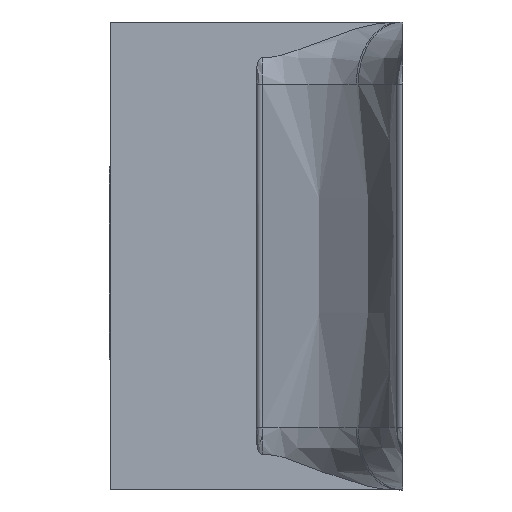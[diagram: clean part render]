
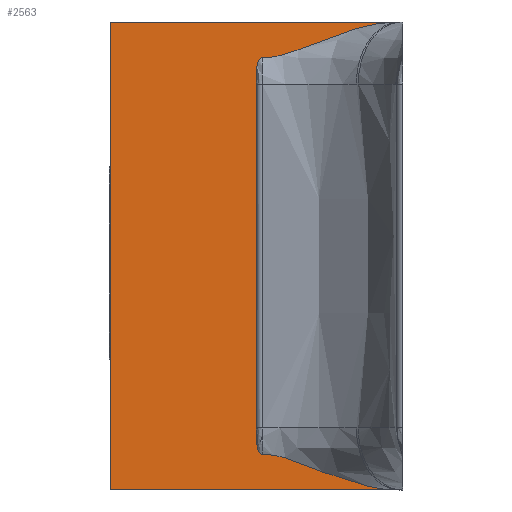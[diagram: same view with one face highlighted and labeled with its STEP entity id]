
A CAD part, left-side view. The second image highlights one B-rep face of the part: STEP entity #2563.
In plain terms, the highlighted planar face has unit normal (-1, 0, 0).
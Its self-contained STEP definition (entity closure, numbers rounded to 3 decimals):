
#407=FACE_OUTER_BOUND('',#565,.T.);
#565=EDGE_LOOP('',(#1735,#1736,#1737,#1738));
#735=LINE('',#3079,#895);
#736=LINE('',#3081,#896);
#737=LINE('',#3083,#897);
#738=LINE('',#3084,#898);
#895=VECTOR('',#2815,10.);
#896=VECTOR('',#2816,10.);
#897=VECTOR('',#2817,10.);
#898=VECTOR('',#2818,10.);
#1051=VERTEX_POINT('',#3077);
#1052=VERTEX_POINT('',#3078);
#1053=VERTEX_POINT('',#3080);
#1054=VERTEX_POINT('',#3082);
#1319=EDGE_CURVE('',#1051,#1052,#735,.T.);
#1320=EDGE_CURVE('',#1051,#1053,#736,.T.);
#1321=EDGE_CURVE('',#1054,#1053,#737,.T.);
#1322=EDGE_CURVE('',#1052,#1054,#738,.T.);
#1735=ORIENTED_EDGE('',*,*,#1319,.F.);
#1736=ORIENTED_EDGE('',*,*,#1320,.T.);
#1737=ORIENTED_EDGE('',*,*,#1321,.F.);
#1738=ORIENTED_EDGE('',*,*,#1322,.F.);
#2525=PLANE('',#2743);
#2563=ADVANCED_FACE('',(#407),#2525,.T.);
#2743=AXIS2_PLACEMENT_3D('',#3076,#2813,#2814);
#2813=DIRECTION('center_axis',(-1.,0.,0.));
#2814=DIRECTION('ref_axis',(0.,0.,1.));
#2815=DIRECTION('',(0.,0.,-1.));
#2816=DIRECTION('',(0.,1.,0.));
#2817=DIRECTION('',(0.,0.,1.));
#2818=DIRECTION('',(0.,1.,0.));
#3076=CARTESIAN_POINT('Origin',(0.,0.,0.75));
#3077=CARTESIAN_POINT('',(0.,0.,1.55));
#3078=CARTESIAN_POINT('',(0.,0.,0.75));
#3079=CARTESIAN_POINT('',(0.,0.,1.55));
#3080=CARTESIAN_POINT('',(0.,0.5,1.55));
#3081=CARTESIAN_POINT('',(0.,0.,1.55));
#3082=CARTESIAN_POINT('',(0.,0.5,0.75));
#3083=CARTESIAN_POINT('',(0.,0.5,1.55));
#3084=CARTESIAN_POINT('',(0.,0.,0.75));
